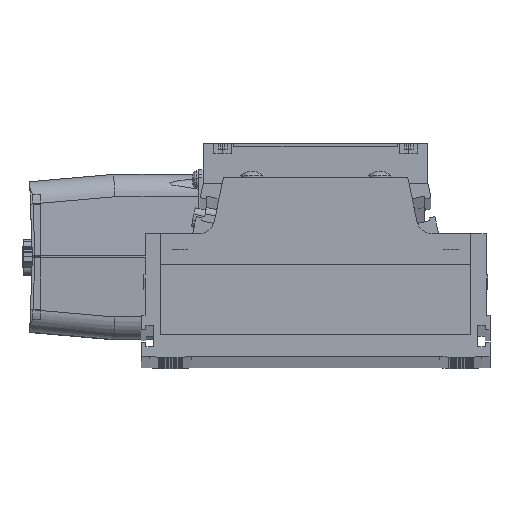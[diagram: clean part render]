
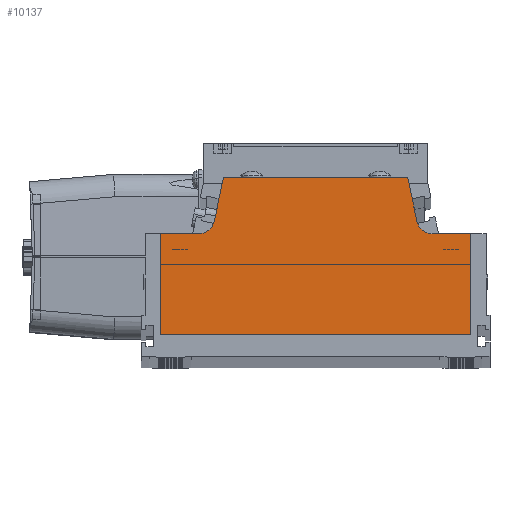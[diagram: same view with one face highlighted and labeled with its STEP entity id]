
A CAD part, top view. The second image highlights one B-rep face of the part: STEP entity #10137.
In plain terms, the highlighted planar face has unit normal (0, 0, 1).
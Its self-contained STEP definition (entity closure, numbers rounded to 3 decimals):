
#133 = ORIENTED_EDGE ( 'NONE', *, *, #32637, .F. ) ;
#1375 = AXIS2_PLACEMENT_3D ( 'NONE', #12528, #18625, #23972 ) ;
#1421 = DIRECTION ( 'NONE',  ( 0.204, -0.979, 0. ) ) ;
#1567 = VERTEX_POINT ( 'NONE', #17362 ) ;
#1983 = VERTEX_POINT ( 'NONE', #14514 ) ;
#2774 = DIRECTION ( 'NONE',  ( -1., 0., 0. ) ) ;
#3441 = ORIENTED_EDGE ( 'NONE', *, *, #27757, .T. ) ;
#3997 = VECTOR ( 'NONE', #30199, 1000. ) ;
#5643 = VECTOR ( 'NONE', #33004, 1000. ) ;
#6744 = LINE ( 'NONE', #9498, #35597 ) ;
#7201 = EDGE_CURVE ( 'NONE', #1983, #1567, #30609, .T. ) ;
#7469 = DIRECTION ( 'NONE',  ( 0., -1., 0. ) ) ;
#8814 = CARTESIAN_POINT ( 'NONE',  ( -40., 84.488, 1722.5 ) ) ;
#9410 = EDGE_CURVE ( 'NONE', #25443, #13975, #17624, .T. ) ;
#9498 = CARTESIAN_POINT ( 'NONE',  ( 40., 84.488, 1722.5 ) ) ;
#9896 = EDGE_CURVE ( 'NONE', #24892, #35554, #13729, .T. ) ;
#10137 = ADVANCED_FACE ( 'NONE', ( #16952 ), #28204, .F. ) ;
#10972 = VECTOR ( 'NONE', #21427, 1000. ) ;
#10977 = CARTESIAN_POINT ( 'NONE',  ( -23.784, 17.45, 1722.5 ) ) ;
#11226 = CARTESIAN_POINT ( 'NONE',  ( 30.049, 7., 1722.5 ) ) ;
#11678 = EDGE_CURVE ( 'NONE', #1567, #17436, #27994, .T. ) ;
#12527 = CARTESIAN_POINT ( 'NONE',  ( -40., 3., 1722.5 ) ) ;
#12528 = CARTESIAN_POINT ( 'NONE',  ( -30.049, 7., 1722.5 ) ) ;
#12656 = LINE ( 'NONE', #21499, #13428 ) ;
#13091 = LINE ( 'NONE', #21757, #5643 ) ;
#13161 = CARTESIAN_POINT ( 'NONE',  ( -26.133, 6.184, 1722.5 ) ) ;
#13428 = VECTOR ( 'NONE', #1421, 1000. ) ;
#13631 = ORIENTED_EDGE ( 'NONE', *, *, #9896, .T. ) ;
#13634 = ORIENTED_EDGE ( 'NONE', *, *, #9410, .T. ) ;
#13729 = CIRCLE ( 'NONE', #1375, 4. ) ;
#13811 = VECTOR ( 'NONE', #15040, 1000. ) ;
#13975 = VERTEX_POINT ( 'NONE', #21093 ) ;
#14514 = CARTESIAN_POINT ( 'NONE',  ( 40., 3., 1722.5 ) ) ;
#15040 = DIRECTION ( 'NONE',  ( -1., 0., 0. ) ) ;
#15084 = VERTEX_POINT ( 'NONE', #29577 ) ;
#16200 = AXIS2_PLACEMENT_3D ( 'NONE', #11226, #17135, #2774 ) ;
#16360 = CARTESIAN_POINT ( 'NONE',  ( 40., -23.13, 1722.5 ) ) ;
#16713 = AXIS2_PLACEMENT_3D ( 'NONE', #8814, #34432, #20078 ) ;
#16771 = VERTEX_POINT ( 'NONE', #16360 ) ;
#16952 = FACE_OUTER_BOUND ( 'NONE', #32150, .T. ) ;
#17135 = DIRECTION ( 'NONE',  ( 0., 0., -1. ) ) ;
#17362 = CARTESIAN_POINT ( 'NONE',  ( 30.049, 3., 1722.5 ) ) ;
#17436 = VERTEX_POINT ( 'NONE', #31331 ) ;
#17624 = LINE ( 'NONE', #28876, #10972 ) ;
#18356 = CARTESIAN_POINT ( 'NONE',  ( -40., 3., 1722.5 ) ) ;
#18625 = DIRECTION ( 'NONE',  ( 0., 0., -1. ) ) ;
#20078 = DIRECTION ( 'NONE',  ( -1., 0., 0. ) ) ;
#21093 = CARTESIAN_POINT ( 'NONE',  ( -40., -23.13, 1722.5 ) ) ;
#21115 = LINE ( 'NONE', #18356, #13811 ) ;
#21427 = DIRECTION ( 'NONE',  ( 0., -1., 0. ) ) ;
#21499 = CARTESIAN_POINT ( 'NONE',  ( 23.784, 17.45, 1722.5 ) ) ;
#21505 = VECTOR ( 'NONE', #27406, 1000. ) ;
#21757 = CARTESIAN_POINT ( 'NONE',  ( -40., -23.13, 1722.5 ) ) ;
#22391 = VERTEX_POINT ( 'NONE', #30449 ) ;
#22633 = ORIENTED_EDGE ( 'NONE', *, *, #33023, .F. ) ;
#23207 = EDGE_CURVE ( 'NONE', #15084, #22391, #30336, .T. ) ;
#23951 = CARTESIAN_POINT ( 'NONE',  ( -26.797, 3., 1722.5 ) ) ;
#23972 = DIRECTION ( 'NONE',  ( -1., 0., 0. ) ) ;
#24113 = ORIENTED_EDGE ( 'NONE', *, *, #7201, .T. ) ;
#24446 = CARTESIAN_POINT ( 'NONE',  ( -30.049, 3., 1722.5 ) ) ;
#24847 = ORIENTED_EDGE ( 'NONE', *, *, #23207, .F. ) ;
#24892 = VERTEX_POINT ( 'NONE', #13161 ) ;
#24988 = ORIENTED_EDGE ( 'NONE', *, *, #29063, .F. ) ;
#25011 = ORIENTED_EDGE ( 'NONE', *, *, #11678, .T. ) ;
#25443 = VERTEX_POINT ( 'NONE', #12527 ) ;
#27406 = DIRECTION ( 'NONE',  ( 1., 0., 0. ) ) ;
#27492 = DIRECTION ( 'NONE',  ( -1., 0., 0. ) ) ;
#27757 = EDGE_CURVE ( 'NONE', #35554, #25443, #21115, .T. ) ;
#27994 = CIRCLE ( 'NONE', #16200, 4. ) ;
#28047 = CARTESIAN_POINT ( 'NONE',  ( -40., 3., 1722.5 ) ) ;
#28204 = PLANE ( 'NONE',  #16713 ) ;
#28876 = CARTESIAN_POINT ( 'NONE',  ( -40., 84.488, 1722.5 ) ) ;
#29063 = EDGE_CURVE ( 'NONE', #1983, #16771, #6744, .T. ) ;
#29577 = CARTESIAN_POINT ( 'NONE',  ( -23.784, 17.45, 1722.5 ) ) ;
#29851 = LINE ( 'NONE', #23951, #3997 ) ;
#30009 = EDGE_CURVE ( 'NONE', #16771, #13975, #13091, .T. ) ;
#30199 = DIRECTION ( 'NONE',  ( 0.204, 0.979, 0. ) ) ;
#30336 = LINE ( 'NONE', #10977, #21505 ) ;
#30449 = CARTESIAN_POINT ( 'NONE',  ( 23.784, 17.45, 1722.5 ) ) ;
#30609 = LINE ( 'NONE', #28047, #35307 ) ;
#31331 = CARTESIAN_POINT ( 'NONE',  ( 26.133, 6.184, 1722.5 ) ) ;
#32150 = EDGE_LOOP ( 'NONE', ( #24988, #24113, #25011, #22633, #24847, #133, #13631, #3441, #13634, #33507 ) ) ;
#32637 = EDGE_CURVE ( 'NONE', #24892, #15084, #29851, .T. ) ;
#33004 = DIRECTION ( 'NONE',  ( -1., 0., 0. ) ) ;
#33023 = EDGE_CURVE ( 'NONE', #22391, #17436, #12656, .T. ) ;
#33507 = ORIENTED_EDGE ( 'NONE', *, *, #30009, .F. ) ;
#34432 = DIRECTION ( 'NONE',  ( 0., 0., -1. ) ) ;
#35307 = VECTOR ( 'NONE', #27492, 1000. ) ;
#35554 = VERTEX_POINT ( 'NONE', #24446 ) ;
#35597 = VECTOR ( 'NONE', #7469, 1000. ) ;
